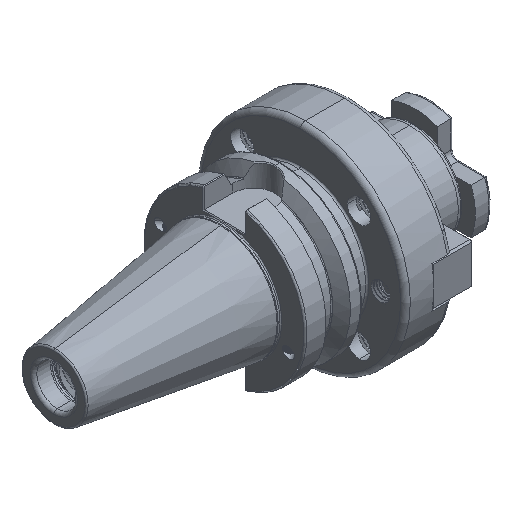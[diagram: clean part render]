
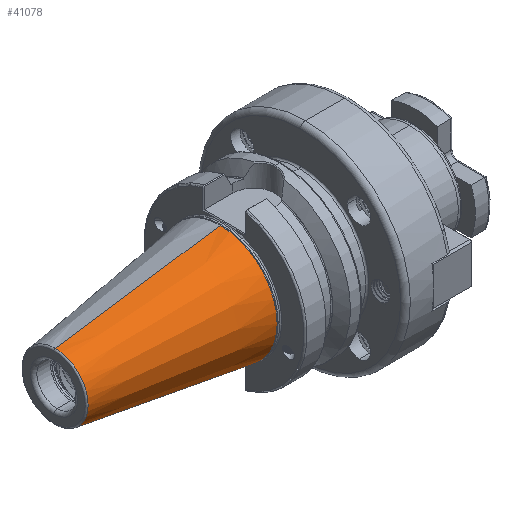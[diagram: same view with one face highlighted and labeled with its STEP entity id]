
A CAD part, isometric view. The second image highlights one B-rep face of the part: STEP entity #41078.
In plain terms, the highlighted conical face has half-angle 8.297 degrees and reference radius 34.998 mm.
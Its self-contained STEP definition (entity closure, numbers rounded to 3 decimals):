
#748 = EDGE_LOOP ( 'NONE', ( #12638, #12302, #12572, #12625 ) ) ;
#3814 = DIRECTION ( 'NONE',  ( -1., 0., 0. ) ) ;
#3850 = DIRECTION ( 'NONE',  ( 0., 0., 1. ) ) ;
#3862 = CARTESIAN_POINT ( 'NONE',  ( -2.5, 0., 0. ) ) ;
#4678 = CARTESIAN_POINT ( 'NONE',  ( -103.944, 0., 0. ) ) ;
#4701 = DIRECTION ( 'NONE',  ( 0., 0., 1. ) ) ;
#4715 = DIRECTION ( 'NONE',  ( -1., 0., 0. ) ) ;
#9398 = EDGE_CURVE ( 'NONE', #13412, #13570, #35639, .T. ) ;
#9487 = EDGE_CURVE ( 'NONE', #13574, #13561, #35780, .T. ) ;
#9757 = EDGE_CURVE ( 'NONE', #13412, #13574, #36520, .T. ) ;
#9766 = EDGE_CURVE ( 'NONE', #13570, #13561, #36426, .T. ) ;
#11281 = CARTESIAN_POINT ( 'NONE',  ( -2.5, 0., 34.998 ) ) ;
#11315 = DIRECTION ( 'NONE',  ( 0.99, 0., 0.144 ) ) ;
#12302 = ORIENTED_EDGE ( 'NONE', *, *, #9757, .F. ) ;
#12572 = ORIENTED_EDGE ( 'NONE', *, *, #9398, .T. ) ;
#12625 = ORIENTED_EDGE ( 'NONE', *, *, #9766, .T. ) ;
#12638 = ORIENTED_EDGE ( 'NONE', *, *, #9487, .F. ) ;
#13412 = VERTEX_POINT ( 'NONE', #27279 ) ;
#13561 = VERTEX_POINT ( 'NONE', #25546 ) ;
#13570 = VERTEX_POINT ( 'NONE', #25570 ) ;
#13574 = VERTEX_POINT ( 'NONE', #25525 ) ;
#16370 = DIRECTION ( 'NONE',  ( 0., 0., -1. ) ) ;
#16373 = DIRECTION ( 'NONE',  ( 1., 0., 0. ) ) ;
#16456 = CARTESIAN_POINT ( 'NONE',  ( -2.5, 0., 0. ) ) ;
#21880 = CARTESIAN_POINT ( 'NONE',  ( -2.5, 0., -34.998 ) ) ;
#21884 = DIRECTION ( 'NONE',  ( 0.99, 0., -0.144 ) ) ;
#25525 = CARTESIAN_POINT ( 'NONE',  ( -103.944, 0., 20.204 ) ) ;
#25546 = CARTESIAN_POINT ( 'NONE',  ( -2.5, 0., 34.998 ) ) ;
#25570 = CARTESIAN_POINT ( 'NONE',  ( -2.5, 0., -34.998 ) ) ;
#27279 = CARTESIAN_POINT ( 'NONE',  ( -103.944, 0., -20.204 ) ) ;
#27679 = AXIS2_PLACEMENT_3D ( 'NONE', #16456, #16373, #16370 ) ;
#31408 = FACE_OUTER_BOUND ( 'NONE', #748, .T. ) ;
#31441 = CONICAL_SURFACE ( 'NONE', #27679, 34.998, 0.145 ) ;
#35636 = VECTOR ( 'NONE', #21884, 1000. ) ;
#35639 = LINE ( 'NONE', #21880, #35636 ) ;
#35699 = VECTOR ( 'NONE', #11315, 1000. ) ;
#35780 = LINE ( 'NONE', #11281, #35699 ) ;
#36426 = CIRCLE ( 'NONE', #39416, 34.998 ) ;
#36520 = CIRCLE ( 'NONE', #39425, 20.204 ) ;
#39416 = AXIS2_PLACEMENT_3D ( 'NONE', #3862, #3814, #3850 ) ;
#39425 = AXIS2_PLACEMENT_3D ( 'NONE', #4678, #4715, #4701 ) ;
#41078 = ADVANCED_FACE ( 'NONE', ( #31408 ), #31441, .T. ) ;
